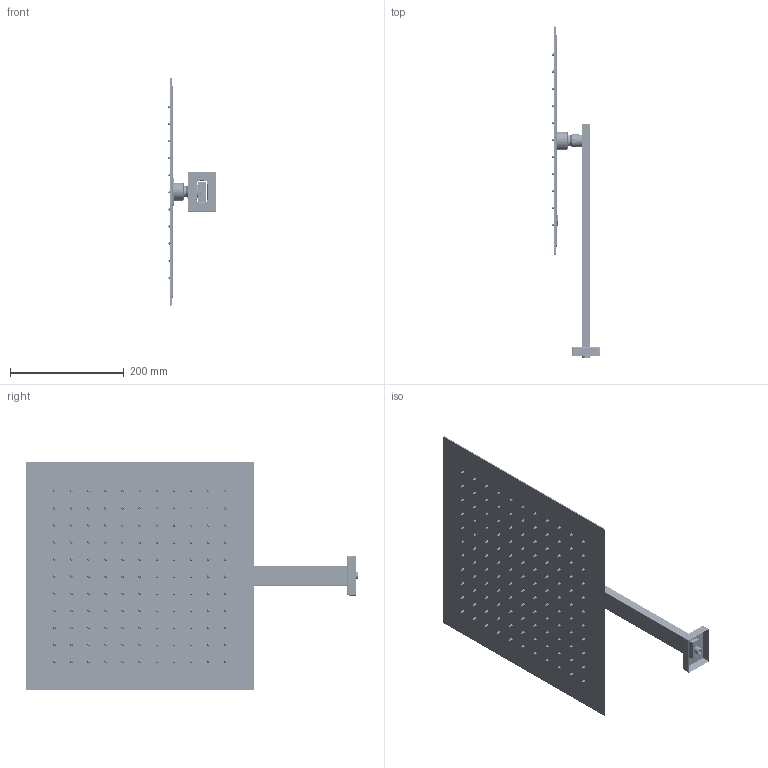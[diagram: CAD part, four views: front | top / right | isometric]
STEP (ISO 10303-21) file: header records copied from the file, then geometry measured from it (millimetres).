
FILE_DESCRIPTION (( 'STEP AP203' ), '1' );
FILE_NAME ('99HP09253.STEP', '2024-02-08T13:52:18', ( '' ), ( '' ), 'SwSTEP 2.0', 'SolidWorks 2021', '' );
FILE_SCHEMA (( 'CONFIG_CONTROL_DESIGN' ));
Length unit declared in the file: millimetre
Products named in the file (1): 99HP09253
Bounding box: 86.08 x 583.34 x 401.34 mm (x, y, z)
Volume: 433490.8 mm3; surface area: 784809.1 mm2
Topology: 129 solids, 129 shells, 5257 faces, 11348 edges, 6729 vertices
Faces by surface type: bspline 2699, cylinder 1568, plane 720, cone 258, torus 12
Entity records: 195924 total; most frequent: CARTESIAN_POINT 92376, ORIENTED_EDGE 22680, DIRECTION 21170, EDGE_CURVE 11340, AXIS2_PLACEMENT_3D 9579, CIRCLE 7020, VERTEX_POINT 6729, EDGE_LOOP 6141
